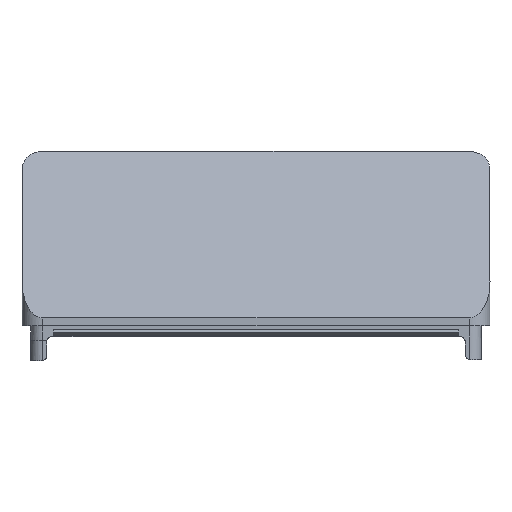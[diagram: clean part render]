
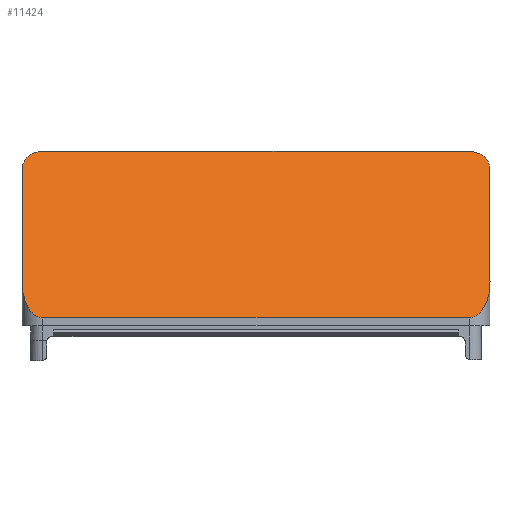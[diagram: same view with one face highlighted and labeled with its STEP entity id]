
A CAD part, front view. The second image highlights one B-rep face of the part: STEP entity #11424.
In plain terms, the highlighted planar face has unit normal (0, -0.866, 0.5).
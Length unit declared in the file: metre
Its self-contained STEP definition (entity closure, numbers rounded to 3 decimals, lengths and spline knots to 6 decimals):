
#94=CIRCLE('',#12059,0.004);
#124=ELLIPSE('',#12058,0.004,0.004);
#125=ELLIPSE('',#12060,0.008,0.004);
#126=ELLIPSE('',#12061,0.008,0.004);
#303=ORIENTED_EDGE('',*,*,#3708,.T.);
#304=ORIENTED_EDGE('',*,*,#3709,.T.);
#305=ORIENTED_EDGE('',*,*,#3710,.T.);
#306=ORIENTED_EDGE('',*,*,#3711,.T.);
#307=ORIENTED_EDGE('',*,*,#3712,.F.);
#308=ORIENTED_EDGE('',*,*,#3713,.T.);
#309=ORIENTED_EDGE('',*,*,#3714,.T.);
#310=ORIENTED_EDGE('',*,*,#3715,.T.);
#3708=EDGE_CURVE('',#5404,#5405,#6515,.T.);
#3709=EDGE_CURVE('',#5405,#5406,#124,.T.);
#3710=EDGE_CURVE('',#5406,#5407,#6516,.T.);
#3711=EDGE_CURVE('',#5407,#5408,#94,.T.);
#3712=EDGE_CURVE('',#5409,#5408,#6517,.T.);
#3713=EDGE_CURVE('',#5409,#5410,#125,.T.);
#3714=EDGE_CURVE('',#5410,#5411,#6518,.T.);
#3715=EDGE_CURVE('',#5411,#5404,#126,.T.);
#5404=VERTEX_POINT('',#15894);
#5405=VERTEX_POINT('',#15895);
#5406=VERTEX_POINT('',#15897);
#5407=VERTEX_POINT('',#15899);
#5408=VERTEX_POINT('',#15901);
#5409=VERTEX_POINT('',#15903);
#5410=VERTEX_POINT('',#15905);
#5411=VERTEX_POINT('',#15907);
#6515=LINE('',#15893,#8131);
#6516=LINE('',#15898,#8132);
#6517=LINE('',#15902,#8133);
#6518=LINE('',#15906,#8134);
#8131=VECTOR('',#12874,1.);
#8132=VECTOR('',#12877,1.);
#8133=VECTOR('',#12880,1.);
#8134=VECTOR('',#12883,1.);
#9684=EDGE_LOOP('',(#303,#304,#305,#306,#307,#308,#309,#310));
#10284=FACE_BOUND('',#9684,.T.);
#10878=PLANE('',#12057);
#11424=ADVANCED_FACE('',(#10284),#10878,.T.);
#12057=AXIS2_PLACEMENT_3D('',#15892,#12872,#12873);
#12058=AXIS2_PLACEMENT_3D('',#15896,#12875,#12876);
#12059=AXIS2_PLACEMENT_3D('',#15900,#12878,#12879);
#12060=AXIS2_PLACEMENT_3D('',#15904,#12881,#12882);
#12061=AXIS2_PLACEMENT_3D('',#15908,#12884,#12885);
#12872=DIRECTION('',(0.,-0.866,0.5));
#12873=DIRECTION('',(0.,-0.5,-0.866));
#12874=DIRECTION('',(0.,0.5,0.866));
#12875=DIRECTION('',(0.,-0.866,0.5));
#12876=DIRECTION('',(-1.,0.,0.));
#12877=DIRECTION('',(-1.,0.,0.));
#12878=DIRECTION('',(0.,-0.866,0.5));
#12879=DIRECTION('',(0.,-0.5,-0.866));
#12880=DIRECTION('',(0.,0.5,0.866));
#12881=DIRECTION('',(0.,-0.866,0.5));
#12882=DIRECTION('',(0.,-0.5,-0.866));
#12883=DIRECTION('',(1.,0.,0.));
#12884=DIRECTION('',(0.,-0.866,0.5));
#12885=DIRECTION('',(0.,-0.5,-0.866));
#15892=CARTESIAN_POINT('',(0.045004,-0.0178,0.026921));
#15893=CARTESIAN_POINT('',(0.044997,-0.0178,0.026921));
#15894=CARTESIAN_POINT('',(0.045,-0.02305,0.017829));
#15895=CARTESIAN_POINT('',(0.044994,-0.01055,0.03948));
#15896=CARTESIAN_POINT('',(0.040994,-0.01055,0.039479));
#15897=CARTESIAN_POINT('',(0.040994,-0.00855,0.042943));
#15898=CARTESIAN_POINT('',(0.045004,-0.00855,0.042943));
#15899=CARTESIAN_POINT('',(-0.041,-0.00855,0.042943));
#15900=CARTESIAN_POINT('',(-0.041,-0.01055,0.039479));
#15901=CARTESIAN_POINT('',(-0.045,-0.01055,0.039479));
#15902=CARTESIAN_POINT('',(-0.045,-0.0178,0.026921));
#15903=CARTESIAN_POINT('',(-0.045,-0.02305,0.017828));
#15904=CARTESIAN_POINT('',(-0.041,-0.02305,0.017828));
#15905=CARTESIAN_POINT('',(-0.041,-0.02705,0.0109));
#15906=CARTESIAN_POINT('',(-0.041,-0.02705,0.0109));
#15907=CARTESIAN_POINT('',(0.041,-0.02705,0.0109));
#15908=CARTESIAN_POINT('',(0.041,-0.02305,0.017828));
